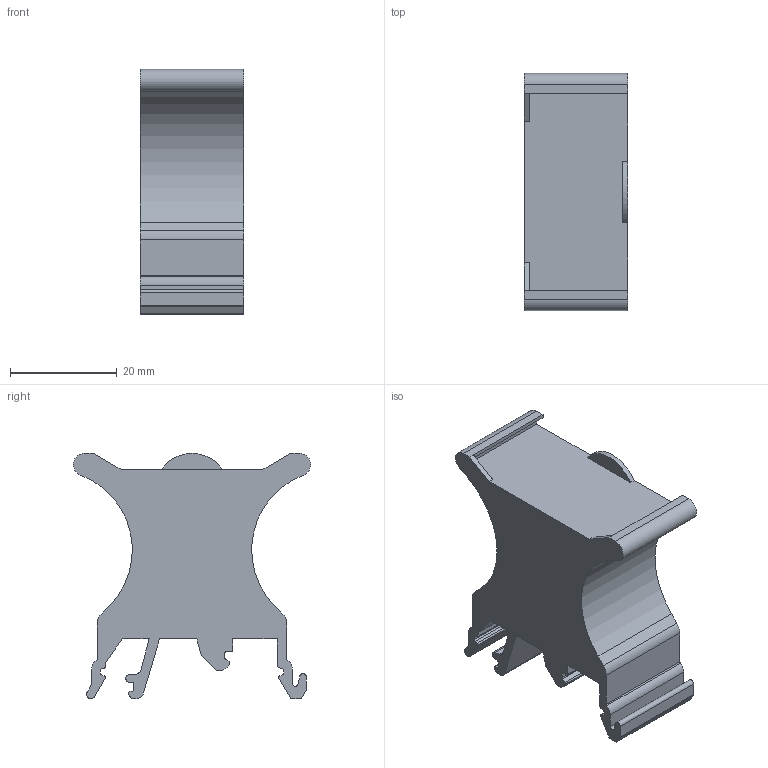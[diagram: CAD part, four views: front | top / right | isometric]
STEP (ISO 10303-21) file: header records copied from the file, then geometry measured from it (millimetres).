
FILE_DESCRIPTION(('CATIA V5R19 STEP'),'2;1');
FILE_NAME ('D1455638_0', '2015-01-22T10:38:14+00:00', ('Weidmueller Interface'), ('Weidmueller'), 'CATIA Version 5 Release 20 SP 5 (IN-10)', 'CATIA V5 STEP AP214', 'none');
FILE_SCHEMA(('AUTOMOTIVE_DESIGN { 1 0 10303 214 1 1 1 1 }'));
Length unit declared in the file: millimetre
Products named in the file (1): SCHT 5
Bounding box: 19.5 x 44.5 x 46 mm (x, y, z)
Volume: 20250.1 mm3; surface area: 7275.6 mm2
Topology: 1 solids, 1 shells, 92 faces, 268 edges, 178 vertices
Faces by surface type: plane 55, cylinder 37
Entity records: 2973 total; most frequent: ORIENTED_EDGE 536, CARTESIAN_POINT 534, DIRECTION 442, EDGE_CURVE 268, VECTOR 194, LINE 194, VERTEX_POINT 178, AXIS2_PLACEMENT_3D 162
